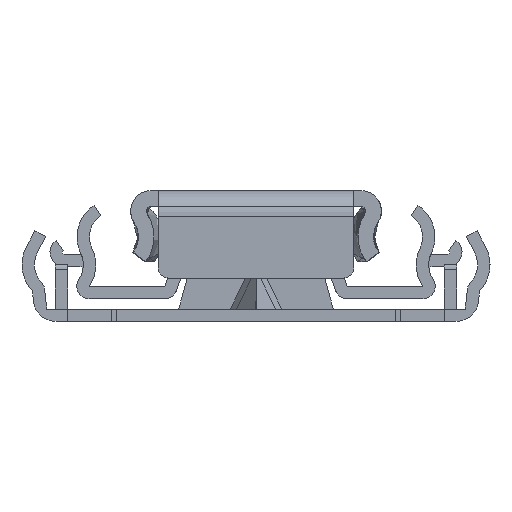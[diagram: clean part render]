
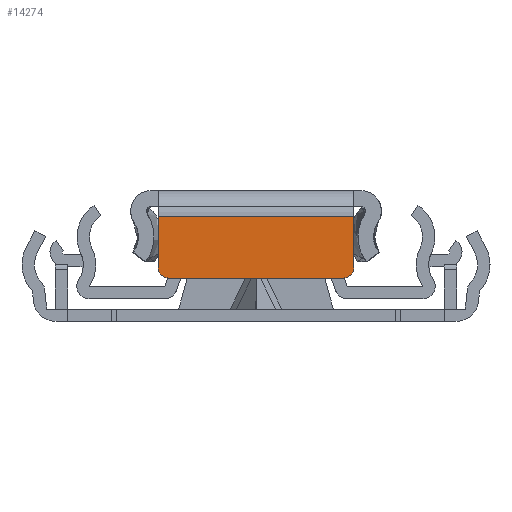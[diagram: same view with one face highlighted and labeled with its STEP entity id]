
A CAD part, left-side view. The second image highlights one B-rep face of the part: STEP entity #14274.
In plain terms, the highlighted planar face has unit normal (-1, 0, 0).
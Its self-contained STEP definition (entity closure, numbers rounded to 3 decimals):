
#30 = CARTESIAN_POINT ( 'NONE',  ( -153., 9.5, -1.75 ) ) ;
#85 = CARTESIAN_POINT ( 'NONE',  ( -153., 8.5, -7.75 ) ) ;
#213 = CARTESIAN_POINT ( 'NONE',  ( -153., 9.5, 0.75 ) ) ;
#256 = ORIENTED_EDGE ( 'NONE', *, *, #12791, .T. ) ;
#502 = CARTESIAN_POINT ( 'NONE',  ( -153., -9.5, -1.75 ) ) ;
#715 = EDGE_CURVE ( 'NONE', #8773, #12371, #15174, .T. ) ;
#1158 = VERTEX_POINT ( 'NONE', #4538 ) ;
#1409 = DIRECTION ( 'NONE',  ( 0., -1., 0. ) ) ;
#1664 = CARTESIAN_POINT ( 'NONE',  ( -153., -8.5, -6.75 ) ) ;
#1930 = VECTOR ( 'NONE', #1409, 1000. ) ;
#2220 = FACE_OUTER_BOUND ( 'NONE', #6198, .T. ) ;
#2253 = DIRECTION ( 'NONE',  ( -1., 0., 0. ) ) ;
#2463 = CIRCLE ( 'NONE', #4004, 1. ) ;
#2912 = DIRECTION ( 'NONE',  ( 0., 0., -1. ) ) ;
#3030 = VECTOR ( 'NONE', #9003, 1000. ) ;
#3948 = CARTESIAN_POINT ( 'NONE',  ( -153., 9.5, -7.75 ) ) ;
#4004 = AXIS2_PLACEMENT_3D ( 'NONE', #1664, #10615, #2912 ) ;
#4056 = ORIENTED_EDGE ( 'NONE', *, *, #15333, .F. ) ;
#4205 = ORIENTED_EDGE ( 'NONE', *, *, #11452, .T. ) ;
#4538 = CARTESIAN_POINT ( 'NONE',  ( -153., -8.5, -7.75 ) ) ;
#4907 = VECTOR ( 'NONE', #13366, 1000. ) ;
#5301 = PLANE ( 'NONE',  #11628 ) ;
#5315 = LINE ( 'NONE', #3948, #1930 ) ;
#5765 = DIRECTION ( 'NONE',  ( 0., 0., 1. ) ) ;
#5868 = CARTESIAN_POINT ( 'NONE',  ( -153., -9.5, -6.75 ) ) ;
#5869 = AXIS2_PLACEMENT_3D ( 'NONE', #9940, #2253, #11216 ) ;
#5877 = ORIENTED_EDGE ( 'NONE', *, *, #8553, .T. ) ;
#6001 = CIRCLE ( 'NONE', #5869, 1. ) ;
#6198 = EDGE_LOOP ( 'NONE', ( #256, #7325, #14626, #5877, #4056, #4205 ) ) ;
#6614 = DIRECTION ( 'NONE',  ( 0., 0., -1. ) ) ;
#7325 = ORIENTED_EDGE ( 'NONE', *, *, #7952, .T. ) ;
#7399 = LINE ( 'NONE', #12152, #10372 ) ;
#7807 = VERTEX_POINT ( 'NONE', #30 ) ;
#7952 = EDGE_CURVE ( 'NONE', #1158, #8773, #2463, .T. ) ;
#8301 = CARTESIAN_POINT ( 'NONE',  ( -153., 9.5, -6.75 ) ) ;
#8553 = EDGE_CURVE ( 'NONE', #12371, #7807, #10655, .T. ) ;
#8773 = VERTEX_POINT ( 'NONE', #5868 ) ;
#9003 = DIRECTION ( 'NONE',  ( 0., 1., 0. ) ) ;
#9940 = CARTESIAN_POINT ( 'NONE',  ( -153., 8.5, -6.75 ) ) ;
#10285 = CARTESIAN_POINT ( 'NONE',  ( -153., 9.5, -1.75 ) ) ;
#10329 = VERTEX_POINT ( 'NONE', #85 ) ;
#10372 = VECTOR ( 'NONE', #5765, 1000. ) ;
#10615 = DIRECTION ( 'NONE',  ( -1., 0., 0. ) ) ;
#10655 = LINE ( 'NONE', #10285, #3030 ) ;
#11216 = DIRECTION ( 'NONE',  ( 0., 0., -1. ) ) ;
#11305 = VERTEX_POINT ( 'NONE', #8301 ) ;
#11452 = EDGE_CURVE ( 'NONE', #11305, #10329, #6001, .T. ) ;
#11628 = AXIS2_PLACEMENT_3D ( 'NONE', #213, #14319, #6614 ) ;
#12152 = CARTESIAN_POINT ( 'NONE',  ( -153., 9.5, 0.75 ) ) ;
#12371 = VERTEX_POINT ( 'NONE', #502 ) ;
#12791 = EDGE_CURVE ( 'NONE', #10329, #1158, #5315, .T. ) ;
#13366 = DIRECTION ( 'NONE',  ( 0., 0., 1. ) ) ;
#13451 = CARTESIAN_POINT ( 'NONE',  ( -153., -9.5, 0.75 ) ) ;
#14274 = ADVANCED_FACE ( 'NONE', ( #2220 ), #5301, .F. ) ;
#14319 = DIRECTION ( 'NONE',  ( 1., 0., 0. ) ) ;
#14626 = ORIENTED_EDGE ( 'NONE', *, *, #715, .T. ) ;
#15174 = LINE ( 'NONE', #13451, #4907 ) ;
#15333 = EDGE_CURVE ( 'NONE', #11305, #7807, #7399, .T. ) ;
